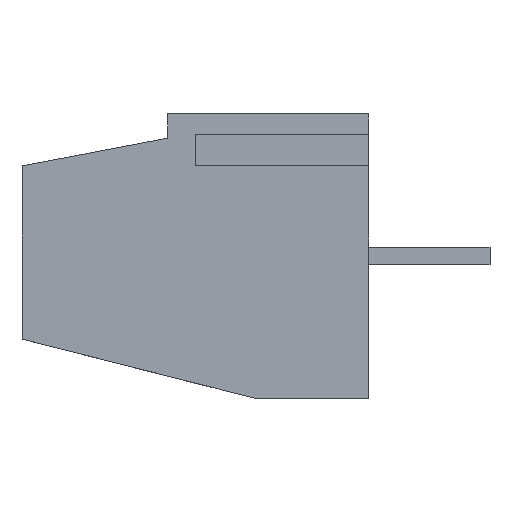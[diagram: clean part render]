
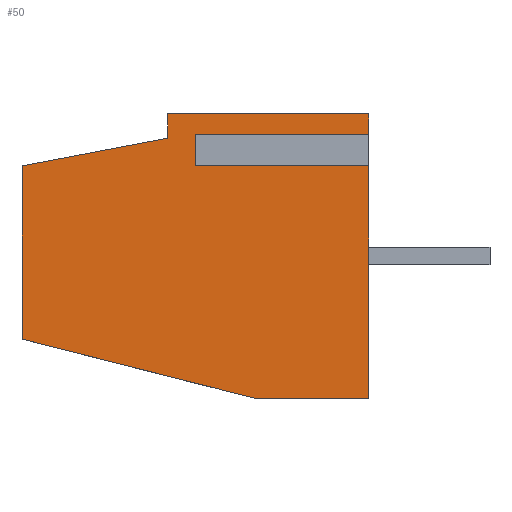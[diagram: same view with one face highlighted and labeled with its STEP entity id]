
A CAD part, left-side view. The second image highlights one B-rep face of the part: STEP entity #50.
In plain terms, the highlighted planar face has unit normal (-1, 0, 0).
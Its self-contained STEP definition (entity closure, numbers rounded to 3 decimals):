
#50=ADVANCED_FACE('',(#130),#131,.F.);
#130=FACE_OUTER_BOUND('',#286,.T.);
#131=PLANE('',#287);
#286=EDGE_LOOP('',(#474,#475,#476,#477,#478,#479,#480,#481,#482,#483,#484));
#287=AXIS2_PLACEMENT_3D('',#485,#486,#487);
#474=ORIENTED_EDGE('',*,*,#1079,.F.);
#475=ORIENTED_EDGE('',*,*,#1080,.F.);
#476=ORIENTED_EDGE('',*,*,#1081,.F.);
#477=ORIENTED_EDGE('',*,*,#1082,.F.);
#478=ORIENTED_EDGE('',*,*,#1083,.F.);
#479=ORIENTED_EDGE('',*,*,#1084,.F.);
#480=ORIENTED_EDGE('',*,*,#1085,.F.);
#481=ORIENTED_EDGE('',*,*,#1086,.F.);
#482=ORIENTED_EDGE('',*,*,#1087,.F.);
#483=ORIENTED_EDGE('',*,*,#1088,.T.);
#484=ORIENTED_EDGE('',*,*,#1089,.T.);
#485=CARTESIAN_POINT('',(-5.0,0.0,0.0));
#486=DIRECTION('',(1.0,0.0,0.0));
#487=DIRECTION('',(0.0,1.0,-0.0));
#1079=EDGE_CURVE('',#1300,#1301,#1302,.T.);
#1080=EDGE_CURVE('',#1303,#1300,#1304,.T.);
#1081=EDGE_CURVE('',#1305,#1303,#1306,.T.);
#1082=EDGE_CURVE('',#1307,#1305,#1308,.T.);
#1083=EDGE_CURVE('',#1309,#1307,#1310,.T.);
#1084=EDGE_CURVE('',#1311,#1309,#1312,.T.);
#1085=EDGE_CURVE('',#1313,#1311,#1314,.T.);
#1086=EDGE_CURVE('',#1315,#1313,#1316,.T.);
#1087=EDGE_CURVE('',#1317,#1315,#1318,.T.);
#1088=EDGE_CURVE('',#1317,#1319,#1320,.T.);
#1089=EDGE_CURVE('',#1319,#1301,#1321,.T.);
#1300=VERTEX_POINT('',#1641);
#1301=VERTEX_POINT('',#1642);
#1302=LINE('',#1643,#1644);
#1303=VERTEX_POINT('',#1645);
#1304=LINE('',#1646,#1647);
#1305=VERTEX_POINT('',#1648);
#1306=LINE('',#1649,#1650);
#1307=VERTEX_POINT('',#1651);
#1308=LINE('',#1652,#1653);
#1309=VERTEX_POINT('',#1654);
#1310=LINE('',#1655,#1656);
#1311=VERTEX_POINT('',#1657);
#1312=LINE('',#1658,#1659);
#1313=VERTEX_POINT('',#1660);
#1314=LINE('',#1661,#1662);
#1315=VERTEX_POINT('',#1663);
#1316=LINE('',#1664,#1665);
#1317=VERTEX_POINT('',#1666);
#1318=LINE('',#1667,#1668);
#1319=VERTEX_POINT('',#1669);
#1320=LINE('',#1670,#1671);
#1321=LINE('',#1672,#1673);
#1641=CARTESIAN_POINT('',(-5.0,-5.0,-0.8));
#1642=CARTESIAN_POINT('',(-5.0,0.0,-0.8));
#1643=CARTESIAN_POINT('',(-5.0,-5.0,-0.8));
#1644=VECTOR('',#2131,5.0);
#1645=CARTESIAN_POINT('',(-5.0,-5.0,0.0));
#1646=CARTESIAN_POINT('',(-5.0,-5.0,0.0));
#1647=VECTOR('',#2132,0.8);
#1648=CARTESIAN_POINT('',(-5.0,0.8,0.0));
#1649=CARTESIAN_POINT('',(-5.0,0.8,0.0));
#1650=VECTOR('',#2133,5.8);
#1651=CARTESIAN_POINT('',(-5.0,0.8,-0.7));
#1652=CARTESIAN_POINT('',(-5.0,0.8,-0.7));
#1653=VECTOR('',#2134,0.7);
#1654=CARTESIAN_POINT('',(-5.0,5.0,-1.5));
#1655=CARTESIAN_POINT('',(-5.0,5.0,-1.5));
#1656=VECTOR('',#2135,4.276);
#1657=CARTESIAN_POINT('',(-5.0,5.0,-6.5));
#1658=CARTESIAN_POINT('',(-5.0,5.0,-6.5));
#1659=VECTOR('',#2136,5.0);
#1660=CARTESIAN_POINT('',(-5.0,-1.7,-8.2));
#1661=CARTESIAN_POINT('',(-5.0,-1.7,-8.2));
#1662=VECTOR('',#2137,6.912);
#1663=CARTESIAN_POINT('',(-5.0,-5.0,-8.2));
#1664=CARTESIAN_POINT('',(-5.0,-5.0,-8.2));
#1665=VECTOR('',#2138,3.3);
#1666=CARTESIAN_POINT('',(-5.0,-5.0,-1.3));
#1667=CARTESIAN_POINT('',(-5.0,-5.0,-1.3));
#1668=VECTOR('',#2139,6.9);
#1669=CARTESIAN_POINT('',(-5.0,0.0,-1.3));
#1670=CARTESIAN_POINT('',(-5.0,-5.0,-1.3));
#1671=VECTOR('',#2140,5.0);
#1672=CARTESIAN_POINT('',(-5.0,0.0,-1.3));
#1673=VECTOR('',#2141,0.5);
#2131=DIRECTION('',(0.0,1.0,0.0));
#2132=DIRECTION('',(0.0,0.0,-1.0));
#2133=DIRECTION('',(0.0,-1.0,0.0));
#2134=DIRECTION('',(0.0,0.0,1.0));
#2135=DIRECTION('',(0.0,-0.982,0.187));
#2136=DIRECTION('',(0.0,0.0,1.0));
#2137=DIRECTION('',(0.0,0.969,0.246));
#2138=DIRECTION('',(0.0,1.0,0.0));
#2139=DIRECTION('',(0.0,0.0,-1.0));
#2140=DIRECTION('',(0.0,1.0,0.0));
#2141=DIRECTION('',(0.0,0.0,1.0));
